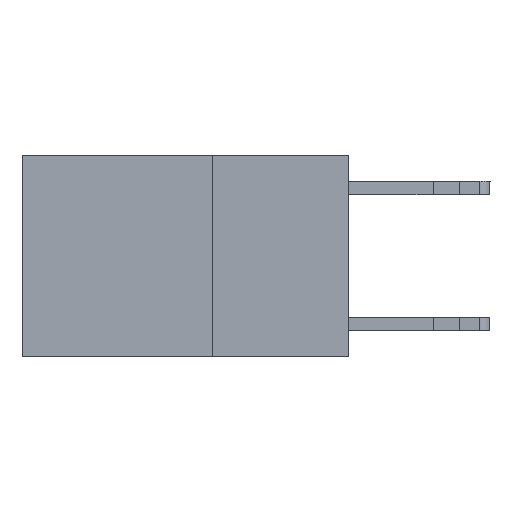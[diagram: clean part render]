
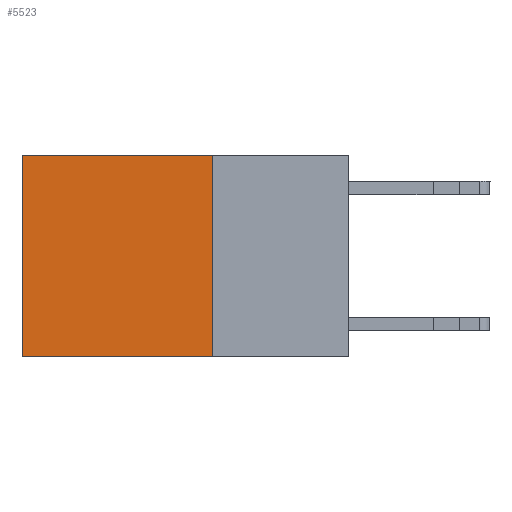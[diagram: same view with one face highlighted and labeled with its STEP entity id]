
A CAD part, left-side view. The second image highlights one B-rep face of the part: STEP entity #5523.
In plain terms, the highlighted planar face has unit normal (-1, 0, 0).
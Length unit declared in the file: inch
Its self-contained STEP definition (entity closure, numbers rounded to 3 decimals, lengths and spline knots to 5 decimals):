
#222 = VERTEX_POINT ( 'NONE', #7506 ) ;
#393 = DIRECTION ( 'NONE',  ( 0., 0., -1. ) ) ;
#1081 = EDGE_CURVE ( 'NONE', #10852, #12448, #9141, .T. ) ;
#1590 = CARTESIAN_POINT ( 'NONE',  ( 0.2625, 0.6, -0.37 ) ) ;
#2021 = LINE ( 'NONE', #9891, #6725 ) ;
#2270 = LINE ( 'NONE', #5096, #11368 ) ;
#3037 = VECTOR ( 'NONE', #11627, 39.37008 ) ;
#4217 = EDGE_CURVE ( 'NONE', #222, #10646, #12939, .T. ) ;
#4764 = CARTESIAN_POINT ( 'NONE',  ( 0.2625, 0.6, 0. ) ) ;
#4964 = DIRECTION ( 'NONE',  ( 0., 0., -1. ) ) ;
#5096 = CARTESIAN_POINT ( 'NONE',  ( 0.2625, 0.25, 0. ) ) ;
#5523 = ADVANCED_FACE ( 'NONE', ( #7123 ), #6196, .F. ) ;
#5789 = ORIENTED_EDGE ( 'NONE', *, *, #4217, .F. ) ;
#6196 = PLANE ( 'NONE',  #6395 ) ;
#6258 = CARTESIAN_POINT ( 'NONE',  ( 0.2625, 0.25, 0. ) ) ;
#6395 = AXIS2_PLACEMENT_3D ( 'NONE', #6258, #10215, #393 ) ;
#6725 = VECTOR ( 'NONE', #4964, 39.37008 ) ;
#7123 = FACE_OUTER_BOUND ( 'NONE', #12597, .T. ) ;
#7506 = CARTESIAN_POINT ( 'NONE',  ( 0.2625, 0.25, -0.37 ) ) ;
#8121 = DIRECTION ( 'NONE',  ( 0., 0., -1. ) ) ;
#8306 = DIRECTION ( 'NONE',  ( 0., 1., 0. ) ) ;
#8582 = EDGE_CURVE ( 'NONE', #10852, #222, #2270, .T. ) ;
#9141 = LINE ( 'NONE', #11150, #10226 ) ;
#9558 = EDGE_CURVE ( 'NONE', #12448, #10646, #2021, .T. ) ;
#9742 = CARTESIAN_POINT ( 'NONE',  ( 0.2625, 0.25, -0.37 ) ) ;
#9846 = ORIENTED_EDGE ( 'NONE', *, *, #8582, .F. ) ;
#9891 = CARTESIAN_POINT ( 'NONE',  ( 0.2625, 0.6, 0. ) ) ;
#9915 = ORIENTED_EDGE ( 'NONE', *, *, #1081, .T. ) ;
#10215 = DIRECTION ( 'NONE',  ( 1., 0., 0. ) ) ;
#10226 = VECTOR ( 'NONE', #8306, 39.37008 ) ;
#10579 = CARTESIAN_POINT ( 'NONE',  ( 0.2625, 0.25, 0. ) ) ;
#10646 = VERTEX_POINT ( 'NONE', #1590 ) ;
#10649 = ORIENTED_EDGE ( 'NONE', *, *, #9558, .T. ) ;
#10852 = VERTEX_POINT ( 'NONE', #10579 ) ;
#11150 = CARTESIAN_POINT ( 'NONE',  ( 0.2625, 0.25, 0. ) ) ;
#11368 = VECTOR ( 'NONE', #8121, 39.37008 ) ;
#11627 = DIRECTION ( 'NONE',  ( 0., 1., 0. ) ) ;
#12448 = VERTEX_POINT ( 'NONE', #4764 ) ;
#12597 = EDGE_LOOP ( 'NONE', ( #10649, #5789, #9846, #9915 ) ) ;
#12939 = LINE ( 'NONE', #9742, #3037 ) ;
